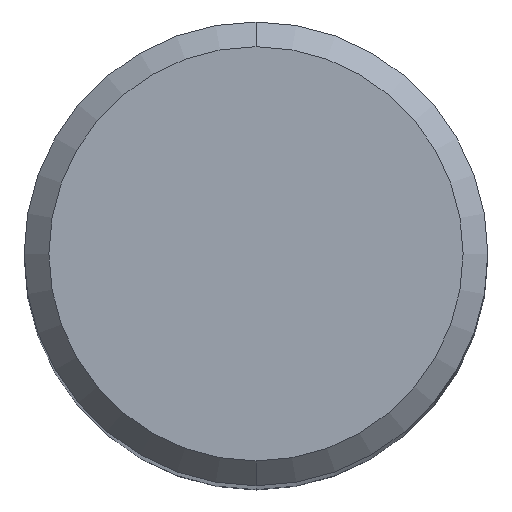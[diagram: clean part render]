
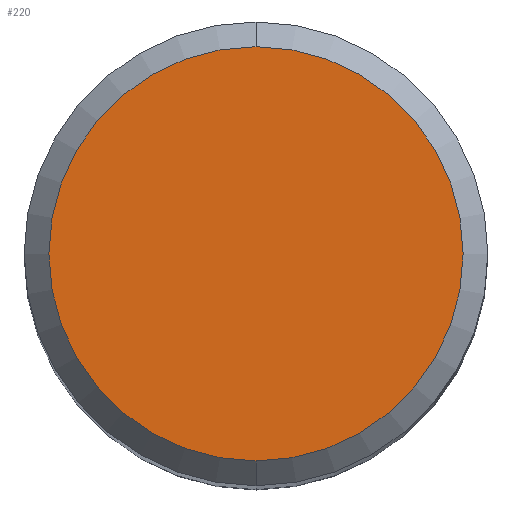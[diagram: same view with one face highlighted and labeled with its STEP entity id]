
A CAD part, top view. The second image highlights one B-rep face of the part: STEP entity #220.
In plain terms, the highlighted planar face has unit normal (0, 0, 1).
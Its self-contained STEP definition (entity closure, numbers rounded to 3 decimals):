
#196=VERTEX_POINT('',#501);
#220=ADVANCED_FACE('',(#527),#528,.T.);
#290=EDGE_CURVE('',#298,#196,#603,.T.);
#296=EDGE_CURVE('',#196,#298,#610,.T.);
#298=VERTEX_POINT('',#612);
#501=CARTESIAN_POINT('',(0.0,6.7,0.0));
#527=FACE_OUTER_BOUND('',#914,.T.);
#528=PLANE('',#915);
#603=CIRCLE('',#1084,6.7);
#610=CIRCLE('',#1092,6.7);
#612=CARTESIAN_POINT('',(0.,-6.7,0.0));
#914=EDGE_LOOP('',(#1552,#1553));
#915=AXIS2_PLACEMENT_3D('',#1554,#1555,#1556);
#1084=AXIS2_PLACEMENT_3D('',#1620,#1621,#1622);
#1092=AXIS2_PLACEMENT_3D('',#1631,#1632,#1633);
#1552=ORIENTED_EDGE('',*,*,#296,.F.);
#1553=ORIENTED_EDGE('',*,*,#290,.F.);
#1554=CARTESIAN_POINT('',(0.0,3.35,0.0));
#1555=DIRECTION('',(-0.0,0.0,1.0));
#1556=DIRECTION('',(0.0,-1.0,0.0));
#1620=CARTESIAN_POINT('',(0.0,0.0,0.0));
#1621=DIRECTION('',(0.0,0.0,-1.0));
#1622=DIRECTION('',(0.0,1.0,0.0));
#1631=CARTESIAN_POINT('',(0.0,0.0,0.0));
#1632=DIRECTION('',(0.0,0.0,-1.0));
#1633=DIRECTION('',(0.0,1.0,0.0));
